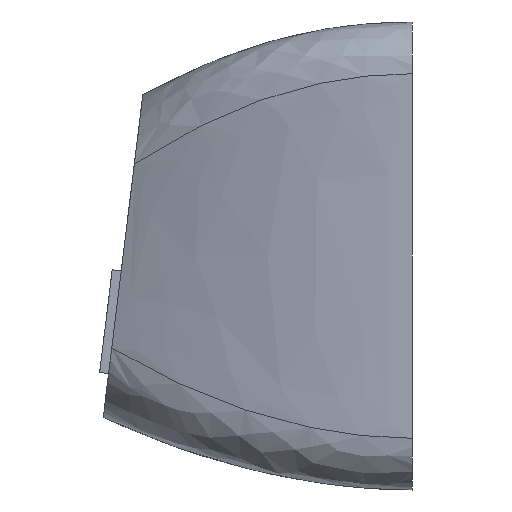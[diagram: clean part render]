
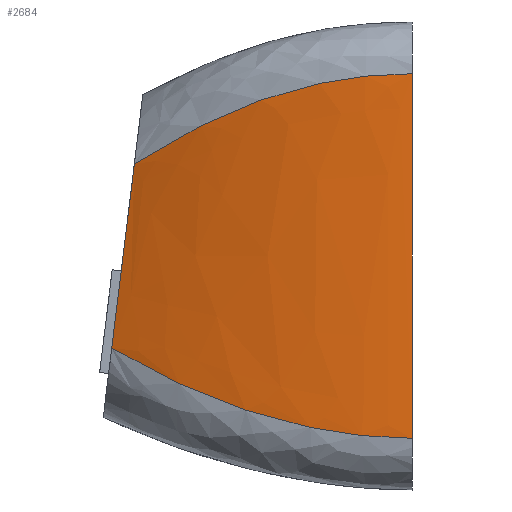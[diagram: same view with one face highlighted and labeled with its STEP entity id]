
A CAD part, left-side view. The second image highlights one B-rep face of the part: STEP entity #2684.
In plain terms, the highlighted free-form (B-spline) face has degree [3, 3] with [4, 4] control points.
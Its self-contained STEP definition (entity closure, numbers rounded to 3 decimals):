
#43=B_SPLINE_SURFACE_WITH_KNOTS('',3,3,((#3531,#3532,#3533,#3534),(#3535,
#3536,#3537,#3538),(#3539,#3540,#3541,#3542),(#3543,#3544,#3545,#3546)),
 .UNSPECIFIED.,.F.,.F.,.F.,(4,4),(4,4),(0.,1.),(0.,1.),.UNSPECIFIED.);
#107=B_SPLINE_CURVE_WITH_KNOTS('',3,(#3526,#3527,#3528,#3529),
 .UNSPECIFIED.,.F.,.F.,(4,4),(0.,1.),.UNSPECIFIED.);
#108=B_SPLINE_CURVE_WITH_KNOTS('',3,(#3550,#3551,#3552,#3553),
 .UNSPECIFIED.,.F.,.F.,(4,4),(0.,1.),.UNSPECIFIED.);
#246=FACE_OUTER_BOUND('',#394,.T.);
#394=EDGE_LOOP('',(#1799,#1800,#1801,#1802));
#568=LINE('',#3548,#834);
#569=LINE('',#3554,#835);
#834=VECTOR('',#2981,10.);
#835=VECTOR('',#2982,10.);
#1102=VERTEX_POINT('',#3523);
#1103=VERTEX_POINT('',#3525);
#1104=VERTEX_POINT('',#3547);
#1105=VERTEX_POINT('',#3549);
#1380=EDGE_CURVE('',#1102,#1103,#107,.T.);
#1382=EDGE_CURVE('',#1104,#1102,#568,.T.);
#1383=EDGE_CURVE('',#1104,#1105,#108,.T.);
#1384=EDGE_CURVE('',#1105,#1103,#569,.T.);
#1799=ORIENTED_EDGE('',*,*,#1382,.F.);
#1800=ORIENTED_EDGE('',*,*,#1383,.T.);
#1801=ORIENTED_EDGE('',*,*,#1384,.T.);
#1802=ORIENTED_EDGE('',*,*,#1380,.F.);
#2684=ADVANCED_FACE('',(#246),#43,.F.);
#2981=DIRECTION('',(0.,-0.122,0.993));
#2982=DIRECTION('',(0.,0.,1.));
#3523=CARTESIAN_POINT('',(2.7,10.752,12.606));
#3525=CARTESIAN_POINT('',(0.,0.,16.1));
#3526=CARTESIAN_POINT('Ctrl Pts',(2.7,10.752,12.606));
#3527=CARTESIAN_POINT('Ctrl Pts',(0.9,7.168,14.935));
#3528=CARTESIAN_POINT('Ctrl Pts',(0.,3.73,16.1));
#3529=CARTESIAN_POINT('Ctrl Pts',(0.,0.,16.1));
#3531=CARTESIAN_POINT('Ctrl Pts',(2.7,11.625,5.494));
#3532=CARTESIAN_POINT('Ctrl Pts',(0.9,7.75,3.165));
#3533=CARTESIAN_POINT('Ctrl Pts',(0.,3.73,
2.));
#3534=CARTESIAN_POINT('Ctrl Pts',(0.,0.,
2.));
#3535=CARTESIAN_POINT('Ctrl Pts',(2.7,11.453,6.897));
#3536=CARTESIAN_POINT('Ctrl Pts',(0.939,7.635,4.8));
#3537=CARTESIAN_POINT('Ctrl Pts',(0.,3.73,
3.047));
#3538=CARTESIAN_POINT('Ctrl Pts',(0.,0.,
3.047));
#3539=CARTESIAN_POINT('Ctrl Pts',(2.7,10.924,11.203));
#3540=CARTESIAN_POINT('Ctrl Pts',(0.939,7.283,13.3));
#3541=CARTESIAN_POINT('Ctrl Pts',(0.,3.73,
15.053));
#3542=CARTESIAN_POINT('Ctrl Pts',(0.,0.,
15.053));
#3543=CARTESIAN_POINT('Ctrl Pts',(2.7,10.752,12.606));
#3544=CARTESIAN_POINT('Ctrl Pts',(0.9,7.168,14.935));
#3545=CARTESIAN_POINT('Ctrl Pts',(0.,3.73,
16.1));
#3546=CARTESIAN_POINT('Ctrl Pts',(0.,0.,
16.1));
#3547=CARTESIAN_POINT('',(2.7,11.625,5.494));
#3548=CARTESIAN_POINT('',(2.7,10.752,12.606));
#3549=CARTESIAN_POINT('',(0.,0.,2.));
#3550=CARTESIAN_POINT('Ctrl Pts',(2.7,11.625,5.494));
#3551=CARTESIAN_POINT('Ctrl Pts',(0.9,7.75,3.165));
#3552=CARTESIAN_POINT('Ctrl Pts',(0.,3.73,
2.));
#3553=CARTESIAN_POINT('Ctrl Pts',(0.,0.,
2.));
#3554=CARTESIAN_POINT('',(0.,0.,16.1));
